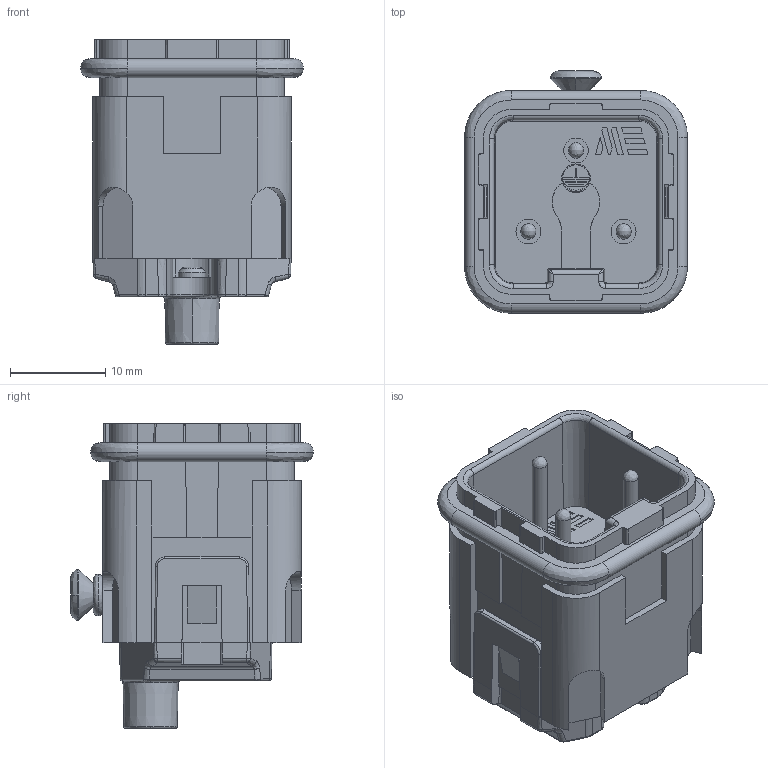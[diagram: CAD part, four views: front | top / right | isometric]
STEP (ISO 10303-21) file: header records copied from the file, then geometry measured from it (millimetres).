
FILE_DESCRIPTION (( 'STEP AP203' ), '1' );
FILE_NAME ('29007.step', '2025-02-12T17:30:35', ( '' ), ( '' ), 'SwSTEP 2.0', 'SolidWorks 2024', '' );
FILE_SCHEMA (( 'CONFIG_CONTROL_DESIGN' ));
Length unit declared in the file: inch
Products named in the file (1): 29007
Bounding box: 23.4 x 25.5 x 32 mm (x, y, z)
Volume: 6871.1 mm3; surface area: 5171 mm2
Topology: 1 solids, 1 shells, 635 faces, 1633 edges, 1031 vertices
Faces by surface type: plane 283, cylinder 182, bspline 119, cone 47, torus 4
Entity records: 22226 total; most frequent: CARTESIAN_POINT 7581, ORIENTED_EDGE 3250, DIRECTION 2782, EDGE_CURVE 1625, VERTEX_POINT 1031, AXIS2_PLACEMENT_3D 959, LINE 864, VECTOR 864
